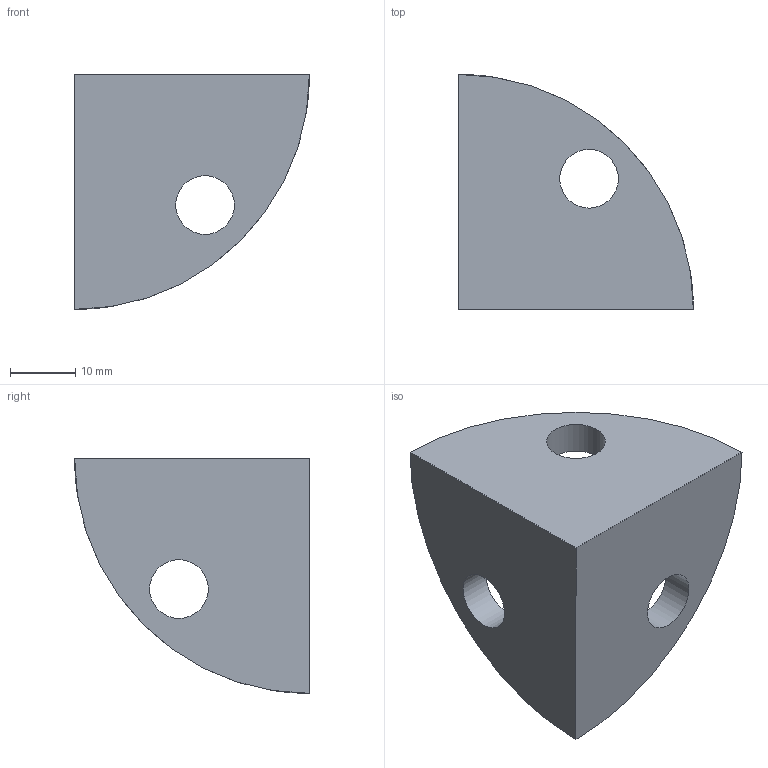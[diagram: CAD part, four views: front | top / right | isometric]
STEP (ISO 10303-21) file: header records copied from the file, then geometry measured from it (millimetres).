
FILE_DESCRIPTION(/* description */ (''),/* implementation_level */ '2;1');
FILE_NAME(/* name */ 'DCB4040R.stp',/* time_stamp */ '2025-04-01T14:47:46+08:00',/* author */ ('1091212-1'),/* organization */ (''),/* preprocessor_version */ 'ST-DEVELOPER v15.6',/* originating_system */ 'Autodesk Inventor 2015',/* authorisation */ '');
FILE_SCHEMA (('AUTOMOTIVE_DESIGN { 1 0 10303 214 3 1 1 }'));
Length unit declared in the file: millimetre
Products named in the file (1): DCB4040R
Bounding box: 36 x 36 x 36 mm (x, y, z)
Volume: 11642.1 mm3; surface area: 6000 mm2
Topology: 1 solids, 1 shells, 15 faces, 30 edges, 18 vertices
Faces by surface type: plane 8, cylinder 7
Full cylindrical faces by diameter (mm): 8 x1, 9 x3
Entity records: 409 total; most frequent: DIRECTION 75, CARTESIAN_POINT 60, ORIENTED_EDGE 52, AXIS2_PLACEMENT_3D 33, EDGE_LOOP 26, EDGE_CURVE 26, VERTEX_POINT 18, FACE_OUTER_BOUND 15
